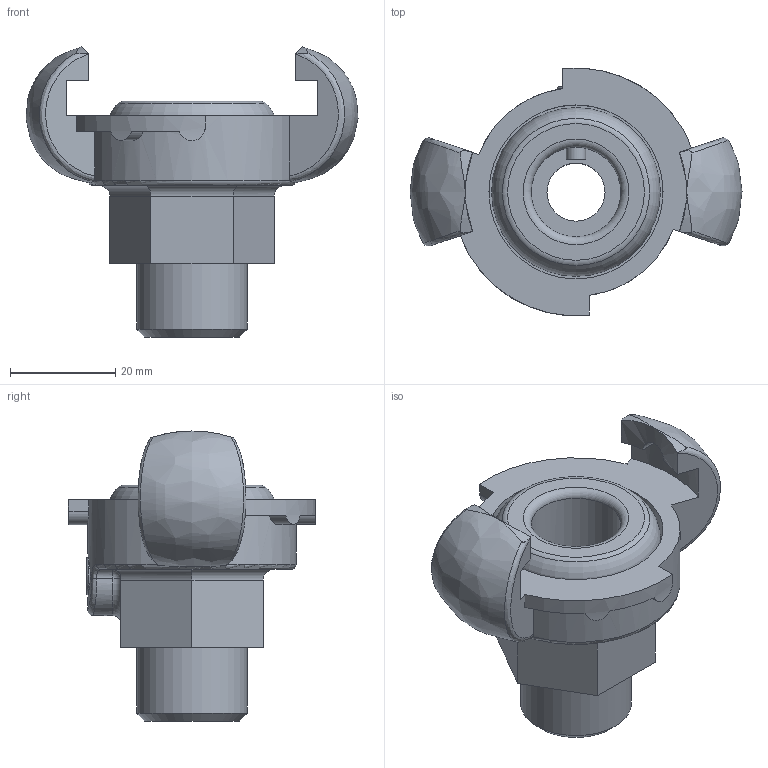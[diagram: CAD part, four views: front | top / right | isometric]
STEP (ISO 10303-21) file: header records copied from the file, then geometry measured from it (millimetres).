
FILE_DESCRIPTION(/* description */ ('KLAUENKUPPLUNG'),/* implementation_level */ '2;1');
FILE_NAME(/* name */ 'kam_12.stp',/* time_stamp */ '2020-04-07T10:22:12+02:00',/* author */ ('meier'),/* organization */ (''),/* preprocessor_version */ 'ST-DEVELOPER v17',/* originating_system */ 'Autodesk Inventor 2018',/* authorisation */ '');
FILE_SCHEMA (('AUTOMOTIVE_DESIGN { 1 0 10303 214 3 1 1 }'));
Length unit declared in the file: millimetre
Products named in the file (5): ENG-004382; KAM 12-F; SCHRAUBE 21; 20050330B0000013-00; 20050330B0000000-00
Assembly tree (4 placements, depth 2):
  ENG-004382
    KAM 12-F
    SCHRAUBE 21
    20050330B0000013-00
    20050330B0000000-00
Bounding box: 62.96 x 47 x 55 mm (x, y, z)
Volume: 26799.2 mm3; surface area: 18137.2 mm2
Topology: 4 solids, 4 shells, 140 faces, 389 edges, 261 vertices
Faces by surface type: cylinder 57, plane 49, bspline 11, torus 10, cone 7, sphere 6
Full cylindrical faces by diameter (mm): 3.7 x1, 4 x1, 4.134 x1, 4.456 x1, 8.5 x1, 11 x1, 17 x1, 18.5 x1, 20.955 x1, 21 x1, 23 x1, 28 x1, 33 x1
Entity records: 6285 total; most frequent: CARTESIAN_POINT 2498, ORIENTED_EDGE 774, DIRECTION 708, EDGE_CURVE 387, AXIS2_PLACEMENT_3D 283, VERTEX_POINT 261, EDGE_LOOP 156, LINE 142
